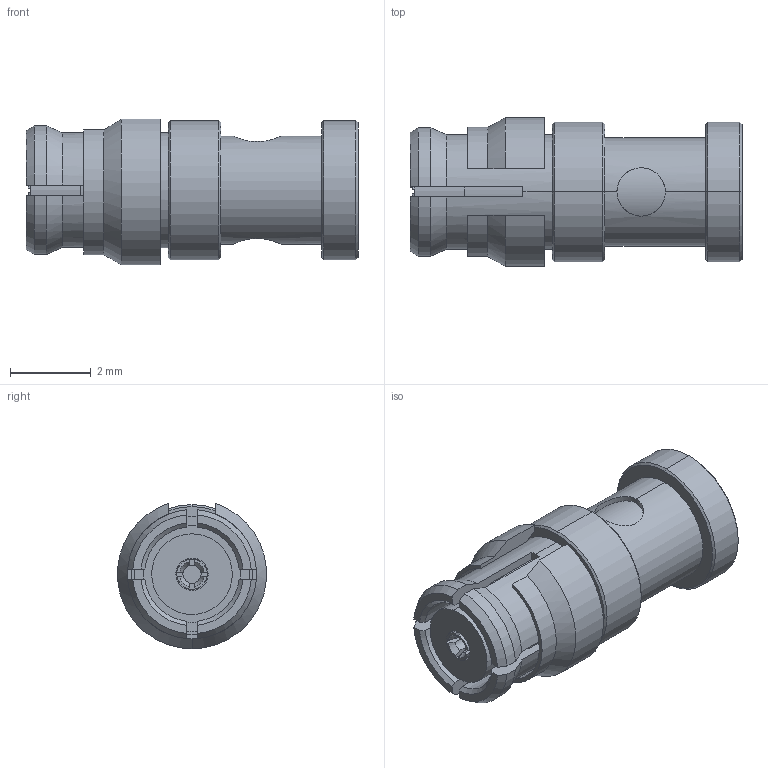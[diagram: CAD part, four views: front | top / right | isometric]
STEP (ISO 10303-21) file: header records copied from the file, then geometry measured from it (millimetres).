
FILE_DESCRIPTION (( 'STEP AP203' ), '1' );
FILE_NAME ('SMP-J-178_B.STEP', '2025-03-12T01:04:28', ( '' ), ( '' ), 'SwSTEP 2.0', 'SolidWorks 2022', '' );
FILE_SCHEMA (( 'CONFIG_CONTROL_DESIGN' ));
Length unit declared in the file: millimetre
Products named in the file (1): SMP-J-178_B
Bounding box: 8.23 x 3.69 x 3.61 mm (x, y, z)
Volume: 57.2 mm3; surface area: 174.2 mm2
Topology: 2 solids, 2 shells, 119 faces, 305 edges, 197 vertices
Faces by surface type: plane 45, cylinder 44, cone 30
Entity records: 3836 total; most frequent: CARTESIAN_POINT 842, DIRECTION 623, ORIENTED_EDGE 610, EDGE_CURVE 305, AXIS2_PLACEMENT_3D 242, VERTEX_POINT 197, LINE 139, VECTOR 139
